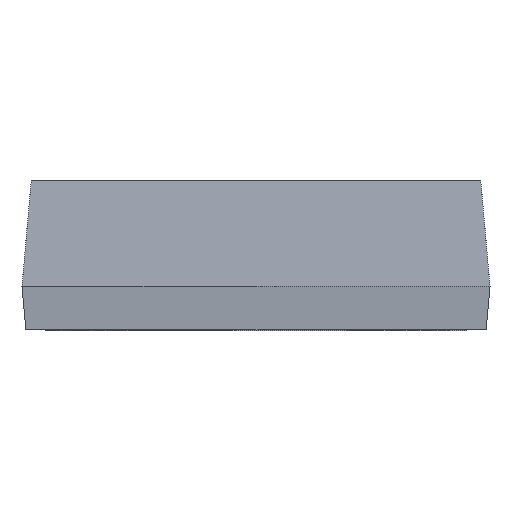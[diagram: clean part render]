
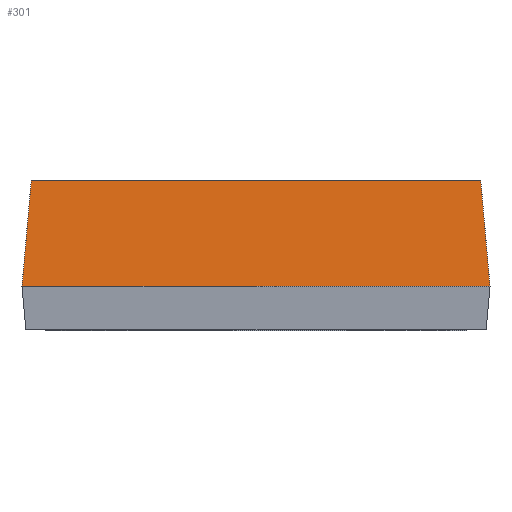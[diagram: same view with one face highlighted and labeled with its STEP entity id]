
A CAD part, left-side view. The second image highlights one B-rep face of the part: STEP entity #301.
In plain terms, the highlighted planar face has unit normal (-0.996, 0, 0.087).
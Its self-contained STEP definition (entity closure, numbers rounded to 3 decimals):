
#301=ADVANCED_FACE('',(#1075),#1077,.T.);
#1075=FACE_BOUND('',#1076,.T.);
#1076=EDGE_LOOP('',(#1728,#1729,#1730,#1731));
#1077=PLANE('',#1078);
#1078=AXIS2_PLACEMENT_3D('',#1079,#1080,#1081);
#1079=CARTESIAN_POINT('',(-5.3,7.8,1.5));
#1080=DIRECTION('',(-0.996,0.,0.087));
#1081=DIRECTION('',(0.,-1.,0.));
#1728=ORIENTED_EDGE('',*,*,#2120,.T.);
#1729=ORIENTED_EDGE('',*,*,#2121,.T.);
#1730=ORIENTED_EDGE('',*,*,#2028,.F.);
#1731=ORIENTED_EDGE('',*,*,#2119,.F.);
#2028=EDGE_CURVE('',#2288,#2290,#2291,.T.);
#2119=EDGE_CURVE('',#2451,#2288,#2457,.T.);
#2120=EDGE_CURVE('',#2451,#2396,#2458,.T.);
#2121=EDGE_CURVE('',#2396,#2290,#2459,.T.);
#2288=VERTEX_POINT('',#2765);
#2290=VERTEX_POINT('',#2769);
#2291=LINE('',#2770,#2771);
#2396=VERTEX_POINT('',#3004);
#2451=VERTEX_POINT('',#3117);
#2457=LINE('',#3138,#3139);
#2458=LINE('',#3141,#3142);
#2459=LINE('',#3144,#3145);
#2765=CARTESIAN_POINT('',(-4.994,7.494,5.));
#2769=CARTESIAN_POINT('',(-4.994,-7.494,5.));
#2770=CARTESIAN_POINT('',(-4.994,7.494,5.));
#2771=VECTOR('',#2772,1.);
#2772=DIRECTION('',(0.,-1.,0.));
#3004=CARTESIAN_POINT('',(-5.3,-7.8,1.5));
#3117=CARTESIAN_POINT('',(-5.3,7.8,1.5));
#3138=CARTESIAN_POINT('',(-5.3,7.8,1.5));
#3139=VECTOR('',#3140,1.);
#3140=DIRECTION('',(0.087,-0.087,0.992));
#3141=CARTESIAN_POINT('',(-5.3,7.8,1.5));
#3142=VECTOR('',#3143,1.);
#3143=DIRECTION('',(0.,-1.,0.));
#3144=CARTESIAN_POINT('',(-5.3,-7.8,1.5));
#3145=VECTOR('',#3146,1.);
#3146=DIRECTION('',(0.087,0.087,0.992));
